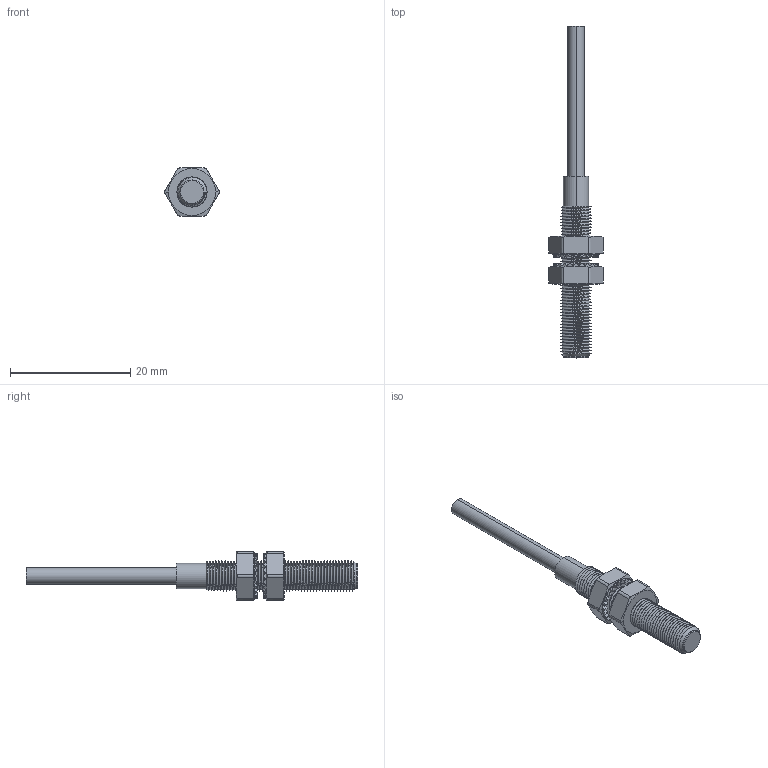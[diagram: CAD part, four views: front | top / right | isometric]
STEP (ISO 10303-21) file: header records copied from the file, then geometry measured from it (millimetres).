
FILE_DESCRIPTION(/* description */ (''),/* implementation_level */ '2;1');
FILE_NAME(/* name */ 'ELCO_Fi1.5-G05-CN6L.stp',/* time_stamp */ '2025-12-19T10:25:38+08:00',/* author */ (''),/* organization */ (''),/* preprocessor_version */ 'ST-DEVELOPER v16',/* originating_system */ 'SIEMENS PLM Software NX 10.0',/* authorisation */ '');
FILE_SCHEMA (('AUTOMOTIVE_DESIGN { 1 0 10303 214 3 1 1 1 }'));
Length unit declared in the file: millimetre
Products named in the file (1): Admi64A0C12Chry6
Bounding box: 9.08 x 55.3 x 8 mm (x, y, z)
Volume: 870.6 mm3; surface area: 1410.3 mm2
Topology: 3 solids, 3 shells, 408 faces, 1071 edges, 727 vertices
Faces by surface type: plane 214, cylinder 176, cone 9, bspline 7, torus 2
Entity records: 31491 total; most frequent: CARTESIAN_POINT 21929, ORIENTED_EDGE 2122, DIRECTION 1624, EDGE_CURVE 1061, VERTEX_POINT 710, AXIS2_PLACEMENT_3D 545, LINE 534, VECTOR 534
